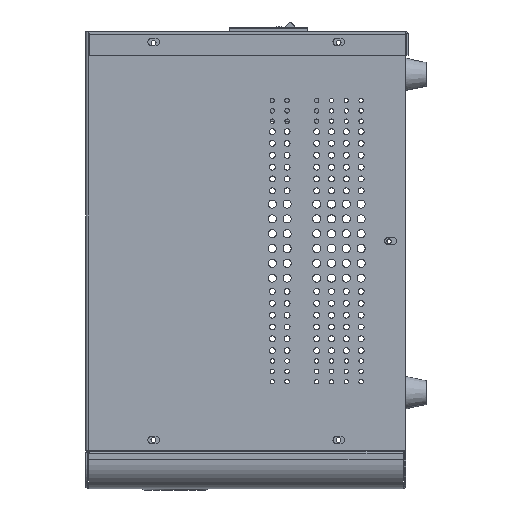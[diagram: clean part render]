
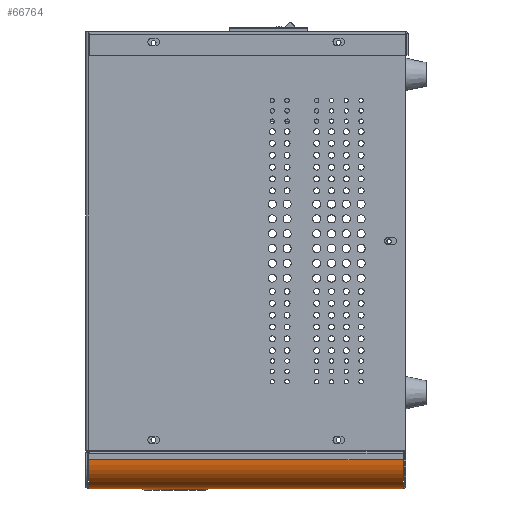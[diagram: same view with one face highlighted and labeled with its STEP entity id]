
A CAD part, left-side view. The second image highlights one B-rep face of the part: STEP entity #66764.
In plain terms, the highlighted cylindrical face has radius 19.5 mm (diameter 39 mm), a partial arc.
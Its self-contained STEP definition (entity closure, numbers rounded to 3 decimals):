
#336 = CARTESIAN_POINT ( 'NONE',  ( 0., -260.6, 18.5 ) ) ;
#3536 = DIRECTION ( 'NONE',  ( 0., 1., 0. ) ) ;
#4140 = AXIS2_PLACEMENT_3D ( 'NONE', #11537, #40988, #35946 ) ;
#9743 = FACE_OUTER_BOUND ( 'NONE', #41066, .T. ) ;
#11537 = CARTESIAN_POINT ( 'NONE',  ( 19.5, -260.6, 18.5 ) ) ;
#12741 = LINE ( 'NONE', #53776, #27590 ) ;
#20594 = DIRECTION ( 'NONE',  ( -1., 0., 0. ) ) ;
#21940 = AXIS2_PLACEMENT_3D ( 'NONE', #66949, #3536, #27533 ) ;
#23259 = LINE ( 'NONE', #70758, #46729 ) ;
#24600 = AXIS2_PLACEMENT_3D ( 'NONE', #56925, #73535, #20594 ) ;
#27533 = DIRECTION ( 'NONE',  ( 1., 0., 0. ) ) ;
#27590 = VECTOR ( 'NONE', #72297, 1000. ) ;
#29795 = EDGE_CURVE ( 'NONE', #67544, #41002, #23259, .T. ) ;
#30211 = ORIENTED_EDGE ( 'NONE', *, *, #75651, .F. ) ;
#30216 = CARTESIAN_POINT ( 'NONE',  ( 19.5, -48.1, -1. ) ) ;
#35946 = DIRECTION ( 'NONE',  ( 1., 0., 0. ) ) ;
#38759 = ORIENTED_EDGE ( 'NONE', *, *, #74438, .F. ) ;
#40988 = DIRECTION ( 'NONE',  ( 0., -1., 0. ) ) ;
#41002 = VERTEX_POINT ( 'NONE', #336 ) ;
#41066 = EDGE_LOOP ( 'NONE', ( #38759, #30211, #54263, #42243 ) ) ;
#42243 = ORIENTED_EDGE ( 'NONE', *, *, #57344, .F. ) ;
#46729 = VECTOR ( 'NONE', #51870, 1000. ) ;
#49583 = CARTESIAN_POINT ( 'NONE',  ( 19.5, -260.6, -1. ) ) ;
#49967 = CYLINDRICAL_SURFACE ( 'NONE', #24600, 19.5 ) ;
#51870 = DIRECTION ( 'NONE',  ( 0., -1., 0. ) ) ;
#53776 = CARTESIAN_POINT ( 'NONE',  ( 19.5, -260.6, -1. ) ) ;
#54263 = ORIENTED_EDGE ( 'NONE', *, *, #29795, .F. ) ;
#56925 = CARTESIAN_POINT ( 'NONE',  ( 19.5, -260.6, 18.5 ) ) ;
#57344 = EDGE_CURVE ( 'NONE', #74424, #67544, #70211, .T. ) ;
#66750 = VERTEX_POINT ( 'NONE', #49583 ) ;
#66764 = ADVANCED_FACE ( 'NONE', ( #9743 ), #49967, .T. ) ;
#66949 = CARTESIAN_POINT ( 'NONE',  ( 19.5, -48.1, 18.5 ) ) ;
#67544 = VERTEX_POINT ( 'NONE', #71733 ) ;
#70211 = CIRCLE ( 'NONE', #21940, 19.5 ) ;
#70758 = CARTESIAN_POINT ( 'NONE',  ( 0., 0., 18.5 ) ) ;
#70813 = CIRCLE ( 'NONE', #4140, 19.5 ) ;
#71733 = CARTESIAN_POINT ( 'NONE',  ( 0., -48.1, 18.5 ) ) ;
#72297 = DIRECTION ( 'NONE',  ( 0., 1., 0. ) ) ;
#73535 = DIRECTION ( 'NONE',  ( 0., -1., 0. ) ) ;
#74424 = VERTEX_POINT ( 'NONE', #30216 ) ;
#74438 = EDGE_CURVE ( 'NONE', #66750, #74424, #12741, .T. ) ;
#75651 = EDGE_CURVE ( 'NONE', #41002, #66750, #70813, .T. ) ;
